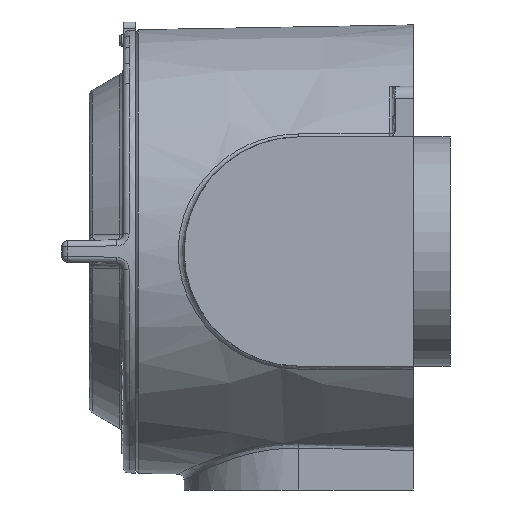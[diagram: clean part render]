
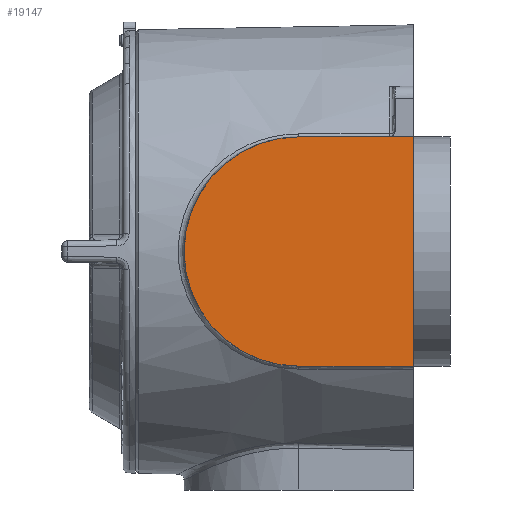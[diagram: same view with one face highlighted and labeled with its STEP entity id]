
A CAD part, left-side view. The second image highlights one B-rep face of the part: STEP entity #19147.
In plain terms, the highlighted planar face has unit normal (-1, 0, 0).
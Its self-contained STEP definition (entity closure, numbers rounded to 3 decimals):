
#708 = EDGE_CURVE ( 'NONE', #1466, #12165, #8894, .T. ) ;
#1178 = DIRECTION ( 'NONE',  ( 1., 0., 0. ) ) ;
#1238 = EDGE_CURVE ( 'NONE', #13306, #1466, #27128, .T. ) ;
#1466 = VERTEX_POINT ( 'NONE', #15937 ) ;
#1933 = CARTESIAN_POINT ( 'NONE',  ( -78., 0., 37.5 ) ) ;
#4153 = PLANE ( 'NONE',  #24385 ) ;
#4210 = CIRCLE ( 'NONE', #22026, 37.5 ) ;
#6328 = CARTESIAN_POINT ( 'NONE',  ( -78., 37.5, 0. ) ) ;
#7078 = CARTESIAN_POINT ( 'NONE',  ( -78., 0., 37.5 ) ) ;
#8894 = LINE ( 'NONE', #16871, #11937 ) ;
#9892 = ORIENTED_EDGE ( 'NONE', *, *, #708, .F. ) ;
#10766 = CARTESIAN_POINT ( 'NONE',  ( -78., 0., 37.5 ) ) ;
#11582 = ORIENTED_EDGE ( 'NONE', *, *, #27628, .F. ) ;
#11937 = VECTOR ( 'NONE', #14191, 1000. ) ;
#12165 = VERTEX_POINT ( 'NONE', #25508 ) ;
#12481 = LINE ( 'NONE', #1933, #14169 ) ;
#13306 = VERTEX_POINT ( 'NONE', #7078 ) ;
#13700 = EDGE_CURVE ( 'NONE', #14426, #13306, #12481, .T. ) ;
#14169 = VECTOR ( 'NONE', #25569, 1000. ) ;
#14191 = DIRECTION ( 'NONE',  ( 0., 1., 0. ) ) ;
#14426 = VERTEX_POINT ( 'NONE', #23481 ) ;
#15204 = DIRECTION ( 'NONE',  ( 0., 0., -1. ) ) ;
#15288 = VECTOR ( 'NONE', #15204, 1000. ) ;
#15937 = CARTESIAN_POINT ( 'NONE',  ( -78., 0., -37.5 ) ) ;
#16871 = CARTESIAN_POINT ( 'NONE',  ( -78., 0., -37.5 ) ) ;
#17070 = DIRECTION ( 'NONE',  ( -1., 0., 0. ) ) ;
#18037 = ORIENTED_EDGE ( 'NONE', *, *, #1238, .F. ) ;
#19128 = EDGE_LOOP ( 'NONE', ( #23799, #11582, #9892, #18037 ) ) ;
#19147 = ADVANCED_FACE ( 'NONE', ( #25813 ), #4153, .T. ) ;
#20579 = DIRECTION ( 'NONE',  ( 0., 0., 1. ) ) ;
#20672 = CARTESIAN_POINT ( 'NONE',  ( -78., 37.5, 0. ) ) ;
#22026 = AXIS2_PLACEMENT_3D ( 'NONE', #20672, #1178, #20579 ) ;
#23481 = CARTESIAN_POINT ( 'NONE',  ( -78., 37.5, 37.5 ) ) ;
#23799 = ORIENTED_EDGE ( 'NONE', *, *, #13700, .F. ) ;
#24385 = AXIS2_PLACEMENT_3D ( 'NONE', #6328, #17070, #27666 ) ;
#25508 = CARTESIAN_POINT ( 'NONE',  ( -78., 37.5, -37.5 ) ) ;
#25569 = DIRECTION ( 'NONE',  ( 0., -1., 0. ) ) ;
#25813 = FACE_OUTER_BOUND ( 'NONE', #19128, .T. ) ;
#27128 = LINE ( 'NONE', #10766, #15288 ) ;
#27628 = EDGE_CURVE ( 'NONE', #12165, #14426, #4210, .T. ) ;
#27666 = DIRECTION ( 'NONE',  ( 0., 0., 1. ) ) ;
